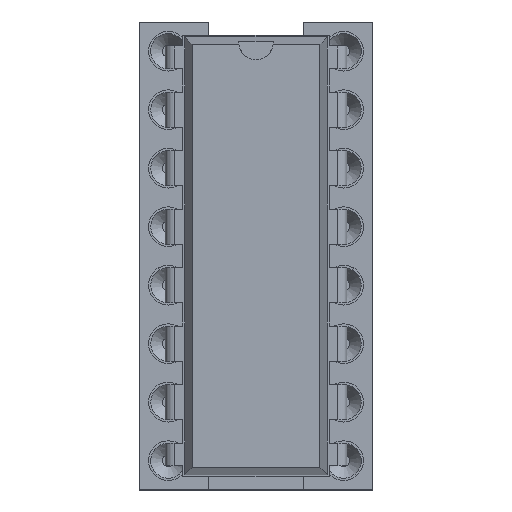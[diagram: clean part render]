
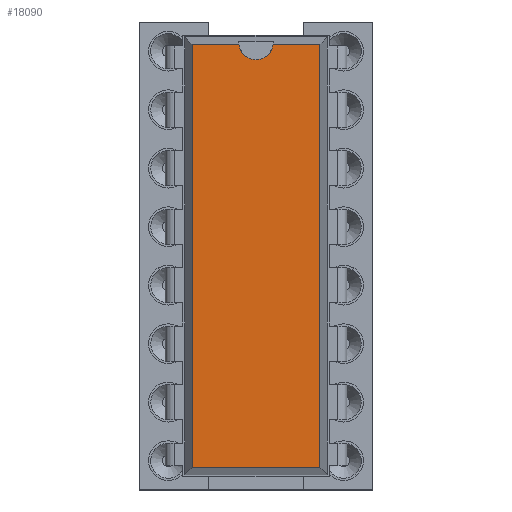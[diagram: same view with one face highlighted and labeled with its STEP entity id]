
A CAD part, top view. The second image highlights one B-rep face of the part: STEP entity #18090.
In plain terms, the highlighted planar face has unit normal (0, 0, 1).
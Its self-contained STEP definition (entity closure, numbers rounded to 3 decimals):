
#14615 = VERTEX_POINT('',#14616);
#14616 = CARTESIAN_POINT('',(-2.776,-9.19,7.43));
#14621 = EDGE_CURVE('',#14622,#14615,#14624,.T.);
#14622 = VERTEX_POINT('',#14623);
#14623 = CARTESIAN_POINT('',(-2.776,9.19,7.43));
#14624 = LINE('',#14625,#14626);
#14625 = CARTESIAN_POINT('',(-2.776,9.19,7.43));
#14626 = VECTOR('',#14627,1.);
#14627 = DIRECTION('',(0.,-1.,0.));
#18073 = VERTEX_POINT('',#18074);
#18074 = CARTESIAN_POINT('',(2.776,-9.19,7.43));
#18079 = EDGE_CURVE('',#14615,#18073,#18080,.T.);
#18080 = LINE('',#18081,#18082);
#18081 = CARTESIAN_POINT('',(-2.776,-9.19,7.43));
#18082 = VECTOR('',#18083,1.);
#18083 = DIRECTION('',(1.,0.,0.));
#18090 = ADVANCED_FACE('',(#18091),#18135,.F.);
#18091 = FACE_BOUND('',#18092,.F.);
#18092 = EDGE_LOOP('',(#18093,#18101,#18102,#18103,#18111,#18120,#18129)
  );
#18093 = ORIENTED_EDGE('',*,*,#18094,.F.);
#18094 = EDGE_CURVE('',#18073,#18095,#18097,.T.);
#18095 = VERTEX_POINT('',#18096);
#18096 = CARTESIAN_POINT('',(2.776,9.19,7.43));
#18097 = LINE('',#18098,#18099);
#18098 = CARTESIAN_POINT('',(2.776,-9.19,7.43));
#18099 = VECTOR('',#18100,1.);
#18100 = DIRECTION('',(0.,1.,0.));
#18101 = ORIENTED_EDGE('',*,*,#18079,.F.);
#18102 = ORIENTED_EDGE('',*,*,#14621,.F.);
#18103 = ORIENTED_EDGE('',*,*,#18104,.F.);
#18104 = EDGE_CURVE('',#18105,#14622,#18107,.T.);
#18105 = VERTEX_POINT('',#18106);
#18106 = CARTESIAN_POINT('',(-0.746,9.19,7.43));
#18107 = LINE('',#18108,#18109);
#18108 = CARTESIAN_POINT('',(2.776,9.19,7.43));
#18109 = VECTOR('',#18110,1.);
#18110 = DIRECTION('',(-1.,0.,0.));
#18111 = ORIENTED_EDGE('',*,*,#18112,.F.);
#18112 = EDGE_CURVE('',#18113,#18105,#18115,.T.);
#18113 = VERTEX_POINT('',#18114);
#18114 = CARTESIAN_POINT('',(0.,8.515,7.43));
#18115 = CIRCLE('',#18116,0.75);
#18116 = AXIS2_PLACEMENT_3D('',#18117,#18118,#18119);
#18117 = CARTESIAN_POINT('',(0.,9.265,7.43));
#18118 = DIRECTION('',(0.,0.,-1.));
#18119 = DIRECTION('',(0.,-1.,0.));
#18120 = ORIENTED_EDGE('',*,*,#18121,.F.);
#18121 = EDGE_CURVE('',#18122,#18113,#18124,.T.);
#18122 = VERTEX_POINT('',#18123);
#18123 = CARTESIAN_POINT('',(0.746,9.19,7.43));
#18124 = CIRCLE('',#18125,0.75);
#18125 = AXIS2_PLACEMENT_3D('',#18126,#18127,#18128);
#18126 = CARTESIAN_POINT('',(0.,9.265,7.43));
#18127 = DIRECTION('',(0.,0.,-1.));
#18128 = DIRECTION('',(0.,-1.,0.));
#18129 = ORIENTED_EDGE('',*,*,#18130,.F.);
#18130 = EDGE_CURVE('',#18095,#18122,#18131,.T.);
#18131 = LINE('',#18132,#18133);
#18132 = CARTESIAN_POINT('',(2.776,9.19,7.43));
#18133 = VECTOR('',#18134,1.);
#18134 = DIRECTION('',(-1.,0.,0.));
#18135 = PLANE('',#18136);
#18136 = AXIS2_PLACEMENT_3D('',#18137,#18138,#18139);
#18137 = CARTESIAN_POINT('',(2.776,-9.19,7.43));
#18138 = DIRECTION('',(0.,0.,-1.));
#18139 = DIRECTION('',(-0.289,0.957,0.));
